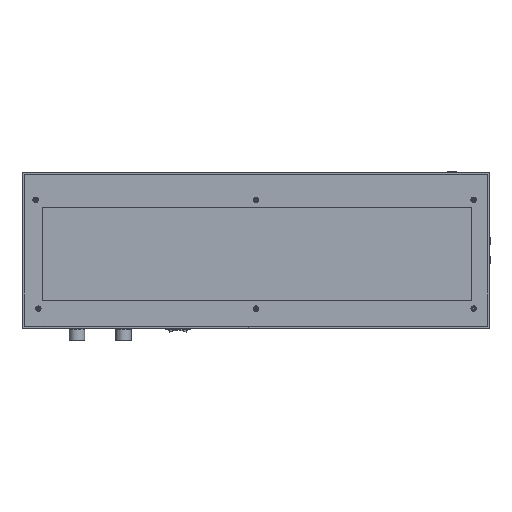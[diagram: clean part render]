
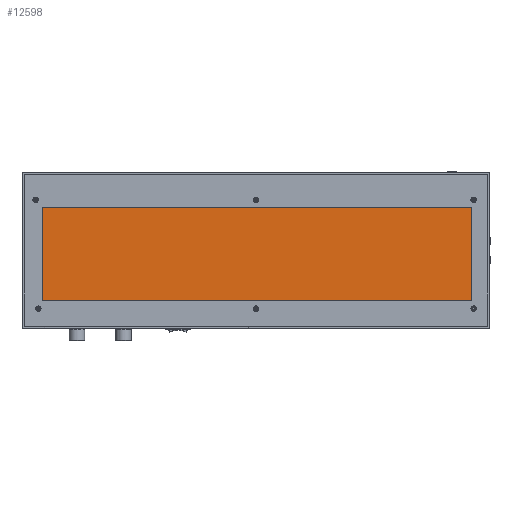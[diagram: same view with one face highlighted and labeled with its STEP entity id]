
A CAD part, top view. The second image highlights one B-rep face of the part: STEP entity #12598.
In plain terms, the highlighted planar face has unit normal (0, 0, 1).
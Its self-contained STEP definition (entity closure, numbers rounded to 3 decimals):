
#6152=ORIENTED_EDGE('',*,*,#7843,.T.);
#6153=ORIENTED_EDGE('',*,*,#7845,.F.);
#6154=ORIENTED_EDGE('',*,*,#7846,.F.);
#6155=ORIENTED_EDGE('',*,*,#7840,.T.);
#7013=VECTOR('',#9371,1.);
#7016=VECTOR('',#9376,1.);
#7018=VECTOR('',#9380,1.);
#7019=VECTOR('',#9383,1.);
#7209=LINE('',#10817,#7013);
#7212=LINE('',#10822,#7016);
#7214=LINE('',#10826,#7018);
#7215=LINE('',#10828,#7019);
#7444=VERTEX_POINT('',#10814);
#7445=VERTEX_POINT('',#10816);
#7446=VERTEX_POINT('',#10820);
#7447=VERTEX_POINT('',#10824);
#7840=EDGE_CURVE('',#7445,#7444,#7209,.T.);
#7843=EDGE_CURVE('',#7444,#7446,#7212,.T.);
#7845=EDGE_CURVE('',#7447,#7446,#7214,.T.);
#7846=EDGE_CURVE('',#7445,#7447,#7215,.T.);
#8363=EDGE_LOOP('',(#6152,#6153,#6154,#6155));
#8789=FACE_BOUND('',#8363,.T.);
#9371=DIRECTION('',(0.,120.,0.));
#9376=DIRECTION('',(-552.5,0.,0.));
#9380=DIRECTION('',(0.,120.,0.));
#9383=DIRECTION('',(-552.5,0.,0.));
#9384=DIRECTION('',(0.,0.,1.));
#9385=DIRECTION('',(0.,-1.,0.));
#10814=CARTESIAN_POINT('',(575.,165.,40.05));
#10816=CARTESIAN_POINT('',(575.,45.,40.05));
#10817=CARTESIAN_POINT('',(575.,45.,40.05));
#10820=CARTESIAN_POINT('',(22.5,165.,40.05));
#10822=CARTESIAN_POINT('',(575.,165.,40.05));
#10824=CARTESIAN_POINT('',(22.5,45.,40.05));
#10826=CARTESIAN_POINT('',(22.5,45.,40.05));
#10828=CARTESIAN_POINT('',(575.,45.,40.05));
#10829=CARTESIAN_POINT('',(575.,165.,40.05));
#11904=AXIS2_PLACEMENT_3D('',#10829,#9384,#9385);
#12457=PLANE('',#11904);
#12598=ADVANCED_FACE('',(#8789),#12457,.T.);
